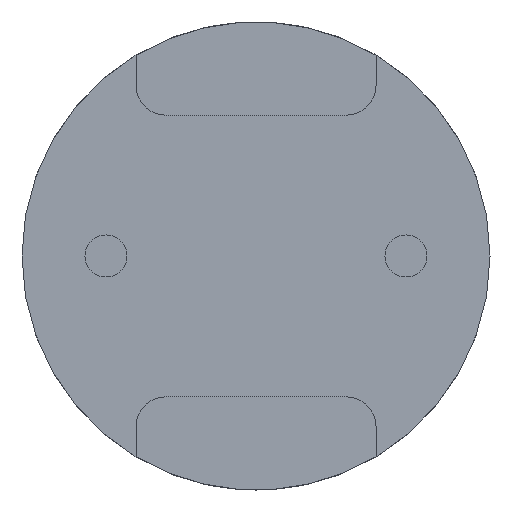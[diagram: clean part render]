
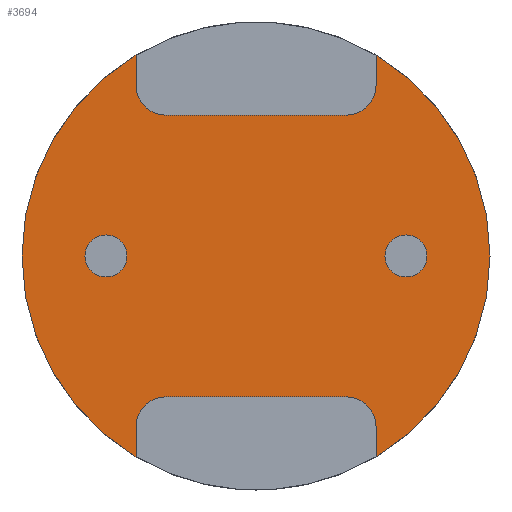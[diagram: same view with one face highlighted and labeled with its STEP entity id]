
A CAD part, front view. The second image highlights one B-rep face of the part: STEP entity #3694.
In plain terms, the highlighted planar face has unit normal (0, -1, 0).
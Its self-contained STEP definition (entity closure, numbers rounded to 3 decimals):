
#1=CARTESIAN_POINT('',(2.5,-3.25,0.));
#2=DIRECTION('',(0.,-1.,0.));
#3=DIRECTION('',(1.,0.,0.));
#4=AXIS2_PLACEMENT_3D('',#1,#2,#3);
#6=CARTESIAN_POINT('',(2.5,-3.25,0.));
#7=DIRECTION('',(0.,-1.,0.));
#8=DIRECTION('',(-1.,0.,0.));
#9=AXIS2_PLACEMENT_3D('',#6,#7,#8);
#11=CARTESIAN_POINT('',(-2.5,-3.25,0.));
#12=DIRECTION('',(0.,-1.,0.));
#13=DIRECTION('',(1.,0.,0.));
#14=AXIS2_PLACEMENT_3D('',#11,#12,#13);
#16=CARTESIAN_POINT('',(-2.5,-3.25,0.));
#17=DIRECTION('',(0.,-1.,0.));
#18=DIRECTION('',(-1.,0.,0.));
#19=AXIS2_PLACEMENT_3D('',#16,#17,#18);
#21=DIRECTION('',(0.,0.,1.));
#22=VECTOR('',#21,0.5);
#23=CARTESIAN_POINT('',(2.,-3.25,-3.348));
#24=LINE('',#23,#22);
#25=DIRECTION('',(-1.,0.,0.));
#26=VECTOR('',#25,3.);
#27=CARTESIAN_POINT('',(1.5,-3.25,-2.348));
#28=LINE('',#27,#26);
#29=DIRECTION('',(0.,0.,-1.));
#30=VECTOR('',#29,0.5);
#31=CARTESIAN_POINT('',(-2.,-3.25,-2.848));
#32=LINE('',#31,#30);
#33=CARTESIAN_POINT('',(0.,-3.25,0.));
#34=DIRECTION('',(0.,-1.,0.));
#35=DIRECTION('',(-1.,0.,0.));
#36=AXIS2_PLACEMENT_3D('',#33,#34,#35);
#38=CARTESIAN_POINT('',(0.,-3.25,0.));
#39=DIRECTION('',(0.,-1.,0.));
#40=DIRECTION('',(-0.513,0.,0.858));
#41=AXIS2_PLACEMENT_3D('',#38,#39,#40);
#43=DIRECTION('',(0.,0.,-1.));
#44=VECTOR('',#43,0.5);
#45=CARTESIAN_POINT('',(-2.,-3.25,3.348));
#46=LINE('',#45,#44);
#47=DIRECTION('',(1.,0.,0.));
#48=VECTOR('',#47,3.);
#49=CARTESIAN_POINT('',(-1.5,-3.25,2.348));
#50=LINE('',#49,#48);
#51=DIRECTION('',(0.,0.,1.));
#52=VECTOR('',#51,0.5);
#53=CARTESIAN_POINT('',(2.,-3.25,2.848));
#54=LINE('',#53,#52);
#55=CARTESIAN_POINT('',(0.,-3.25,0.));
#56=DIRECTION('',(0.,-1.,0.));
#57=DIRECTION('',(1.,0.,0.));
#58=AXIS2_PLACEMENT_3D('',#55,#56,#57);
#60=CARTESIAN_POINT('',(0.,-3.25,0.));
#61=DIRECTION('',(0.,-1.,0.));
#62=DIRECTION('',(0.513,0.,-0.858));
#63=AXIS2_PLACEMENT_3D('',#60,#61,#62);
#109=CARTESIAN_POINT('',(1.5,-3.25,-2.848));
#110=DIRECTION('',(0.,1.,0.));
#111=DIRECTION('',(0.,0.,1.));
#112=AXIS2_PLACEMENT_3D('',#109,#110,#111);
#168=CARTESIAN_POINT('',(-1.5,-3.25,-2.848));
#169=DIRECTION('',(0.,1.,0.));
#170=DIRECTION('',(-1.,0.,0.));
#171=AXIS2_PLACEMENT_3D('',#168,#169,#170);
#205=CARTESIAN_POINT('',(1.5,-3.25,2.848));
#206=DIRECTION('',(0.,1.,0.));
#207=DIRECTION('',(1.,0.,0.));
#208=AXIS2_PLACEMENT_3D('',#205,#206,#207);
#218=CARTESIAN_POINT('',(-1.5,-3.25,2.848));
#219=DIRECTION('',(0.,1.,0.));
#220=DIRECTION('',(0.,0.,-1.));
#221=AXIS2_PLACEMENT_3D('',#218,#219,#220);
#3560=CARTESIAN_POINT('',(-3.9,-3.25,0.));
#3561=VERTEX_POINT('',#3560);
#3562=CARTESIAN_POINT('',(3.9,-3.25,0.));
#3563=VERTEX_POINT('',#3562);
#3587=CARTESIAN_POINT('',(-2.,-3.25,-3.348));
#3588=VERTEX_POINT('',#3587);
#3589=CARTESIAN_POINT('',(2.,-3.25,-3.348));
#3590=VERTEX_POINT('',#3589);
#3591=CARTESIAN_POINT('',(2.,-3.25,3.348));
#3592=VERTEX_POINT('',#3591);
#3593=CARTESIAN_POINT('',(-2.,-3.25,3.348));
#3594=VERTEX_POINT('',#3593);
#3596=CARTESIAN_POINT('',(-1.5,-3.25,-2.348));
#3598=VERTEX_POINT('',#3596);
#3601=CARTESIAN_POINT('',(-2.,-3.25,-2.848));
#3602=VERTEX_POINT('',#3601);
#3604=CARTESIAN_POINT('',(2.,-3.25,-2.848));
#3606=VERTEX_POINT('',#3604);
#3609=CARTESIAN_POINT('',(1.5,-3.25,-2.348));
#3610=VERTEX_POINT('',#3609);
#3612=CARTESIAN_POINT('',(-2.,-3.25,2.848));
#3614=VERTEX_POINT('',#3612);
#3617=CARTESIAN_POINT('',(-1.5,-3.25,2.348));
#3618=VERTEX_POINT('',#3617);
#3620=CARTESIAN_POINT('',(1.5,-3.25,2.348));
#3622=VERTEX_POINT('',#3620);
#3625=CARTESIAN_POINT('',(2.,-3.25,2.848));
#3626=VERTEX_POINT('',#3625);
#3635=CARTESIAN_POINT('',(2.85,-3.25,0.));
#3636=CARTESIAN_POINT('',(2.15,-3.25,0.));
#3637=VERTEX_POINT('',#3635);
#3638=VERTEX_POINT('',#3636);
#3639=CARTESIAN_POINT('',(-2.15,-3.25,0.));
#3640=CARTESIAN_POINT('',(-2.85,-3.25,0.));
#3641=VERTEX_POINT('',#3639);
#3642=VERTEX_POINT('',#3640);
#3647=CARTESIAN_POINT('',(0.,-3.25,0.));
#3648=DIRECTION('',(0.,1.,0.));
#3649=DIRECTION('',(1.,0.,0.));
#3650=AXIS2_PLACEMENT_3D('',#3647,#3648,#3649);
#3651=PLANE('',#3650);
#3653=ORIENTED_EDGE('',*,*,#3652,.T.);
#3655=ORIENTED_EDGE('',*,*,#3654,.F.);
#3657=ORIENTED_EDGE('',*,*,#3656,.T.);
#3659=ORIENTED_EDGE('',*,*,#3658,.F.);
#3661=ORIENTED_EDGE('',*,*,#3660,.T.);
#3663=ORIENTED_EDGE('',*,*,#3662,.F.);
#3665=ORIENTED_EDGE('',*,*,#3664,.F.);
#3667=ORIENTED_EDGE('',*,*,#3666,.T.);
#3669=ORIENTED_EDGE('',*,*,#3668,.F.);
#3671=ORIENTED_EDGE('',*,*,#3670,.T.);
#3673=ORIENTED_EDGE('',*,*,#3672,.F.);
#3675=ORIENTED_EDGE('',*,*,#3674,.T.);
#3677=ORIENTED_EDGE('',*,*,#3676,.F.);
#3679=ORIENTED_EDGE('',*,*,#3678,.F.);
#3680=EDGE_LOOP('',(#3653,#3655,#3657,#3659,#3661,#3663,#3665,#3667,#3669,#3671,
#3673,#3675,#3677,#3679));
#3681=FACE_OUTER_BOUND('',#3680,.F.);
#3683=ORIENTED_EDGE('',*,*,#3682,.T.);
#3685=ORIENTED_EDGE('',*,*,#3684,.T.);
#3686=EDGE_LOOP('',(#3683,#3685));
#3687=FACE_BOUND('',#3686,.F.);
#3689=ORIENTED_EDGE('',*,*,#3688,.T.);
#3691=ORIENTED_EDGE('',*,*,#3690,.T.);
#3692=EDGE_LOOP('',(#3689,#3691));
#3693=FACE_BOUND('',#3692,.F.);
#5=CIRCLE('',#4,0.35);
#10=CIRCLE('',#9,0.35);
#15=CIRCLE('',#14,0.35);
#20=CIRCLE('',#19,0.35);
#37=CIRCLE('',#36,3.9);
#42=CIRCLE('',#41,3.9);
#59=CIRCLE('',#58,3.9);
#64=CIRCLE('',#63,3.9);
#113=CIRCLE('',#112,0.5);
#172=CIRCLE('',#171,0.5);
#209=CIRCLE('',#208,0.5);
#222=CIRCLE('',#221,0.5);
#3652=EDGE_CURVE('',#3590,#3606,#24,.T.);
#3654=EDGE_CURVE('',#3610,#3606,#113,.T.);
#3656=EDGE_CURVE('',#3610,#3598,#28,.T.);
#3658=EDGE_CURVE('',#3602,#3598,#172,.T.);
#3660=EDGE_CURVE('',#3602,#3588,#32,.T.);
#3662=EDGE_CURVE('',#3561,#3588,#37,.T.);
#3664=EDGE_CURVE('',#3594,#3561,#42,.T.);
#3666=EDGE_CURVE('',#3594,#3614,#46,.T.);
#3668=EDGE_CURVE('',#3618,#3614,#222,.T.);
#3670=EDGE_CURVE('',#3618,#3622,#50,.T.);
#3672=EDGE_CURVE('',#3626,#3622,#209,.T.);
#3674=EDGE_CURVE('',#3626,#3592,#54,.T.);
#3676=EDGE_CURVE('',#3563,#3592,#59,.T.);
#3678=EDGE_CURVE('',#3590,#3563,#64,.T.);
#3682=EDGE_CURVE('',#3641,#3642,#15,.T.);
#3684=EDGE_CURVE('',#3642,#3641,#20,.T.);
#3688=EDGE_CURVE('',#3637,#3638,#5,.T.);
#3690=EDGE_CURVE('',#3638,#3637,#10,.T.);
#3694=ADVANCED_FACE('',(#3681,#3687,#3693),#3651,.F.);
